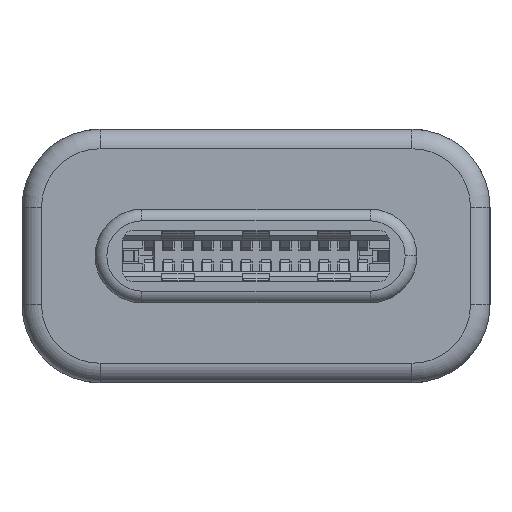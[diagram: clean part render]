
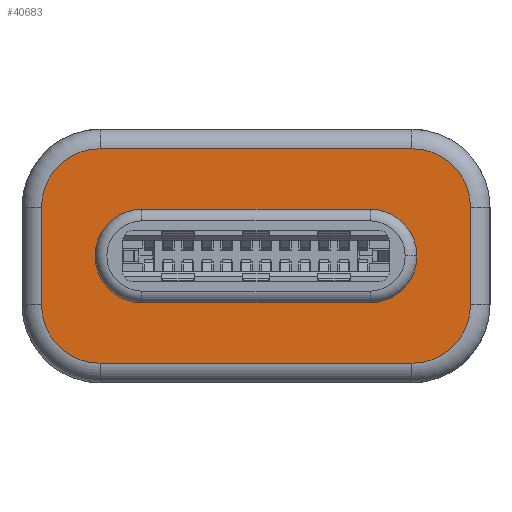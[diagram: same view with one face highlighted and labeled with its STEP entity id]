
A CAD part, left-side view. The second image highlights one B-rep face of the part: STEP entity #40683.
In plain terms, the highlighted face is planar.
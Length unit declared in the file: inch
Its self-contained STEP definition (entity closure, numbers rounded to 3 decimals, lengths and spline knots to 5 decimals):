
#573 = CARTESIAN_POINT ( 'NONE',  ( -0.21654, 0., 0.04921 ) ) ;
#1005 = CARTESIAN_POINT ( 'NONE',  ( 0.11516, 0., -0.04724 ) ) ;
#1854 = ORIENTED_EDGE ( 'NONE', *, *, #36823, .F. ) ;
#1933 = AXIS2_PLACEMENT_3D ( 'NONE', #29825, #10570, #38928 ) ;
#2123 = ORIENTED_EDGE ( 'NONE', *, *, #23564, .F. ) ;
#3152 = CARTESIAN_POINT ( 'NONE',  ( 0.15748, 0., -0.10827 ) ) ;
#3909 = VERTEX_POINT ( 'NONE', #42252 ) ;
#4084 = ORIENTED_EDGE ( 'NONE', *, *, #31316, .T. ) ;
#4871 = ORIENTED_EDGE ( 'NONE', *, *, #28121, .T. ) ;
#4905 = AXIS2_PLACEMENT_3D ( 'NONE', #33971, #14714, #14459 ) ;
#5179 = DIRECTION ( 'NONE',  ( 1., 0., 0. ) ) ;
#5213 = CARTESIAN_POINT ( 'NONE',  ( 0.15748, 0., 0.04921 ) ) ;
#5442 = ORIENTED_EDGE ( 'NONE', *, *, #42434, .T. ) ;
#5593 = AXIS2_PLACEMENT_3D ( 'NONE', #5213, #25228, #24206 ) ;
#5948 = CARTESIAN_POINT ( 'NONE',  ( 0., 0., 0. ) ) ;
#6728 = VECTOR ( 'NONE', #36248, 39.37008 ) ;
#6770 = AXIS2_PLACEMENT_3D ( 'NONE', #18508, #7056, #12001 ) ;
#6837 = ORIENTED_EDGE ( 'NONE', *, *, #43530, .F. ) ;
#7056 = DIRECTION ( 'NONE',  ( 0., 1., 0. ) ) ;
#7061 = CIRCLE ( 'NONE', #36966, 0.04724 ) ;
#7542 = VERTEX_POINT ( 'NONE', #28937 ) ;
#7599 = ORIENTED_EDGE ( 'NONE', *, *, #11485, .T. ) ;
#7891 = CARTESIAN_POINT ( 'NONE',  ( 0.15748, 0., 0.10827 ) ) ;
#8427 = EDGE_LOOP ( 'NONE', ( #34578, #41902, #28215, #5442, #4871 ) ) ;
#9850 = FACE_BOUND ( 'NONE', #8427, .T. ) ;
#10570 = DIRECTION ( 'NONE',  ( 0., 1., 0. ) ) ;
#11036 = EDGE_CURVE ( 'NONE', #26867, #17508, #33537, .T. ) ;
#11485 = EDGE_CURVE ( 'NONE', #36230, #15470, #21237, .T. ) ;
#12001 = DIRECTION ( 'NONE',  ( 0., 0., -1. ) ) ;
#13228 = CARTESIAN_POINT ( 'NONE',  ( -0.11516, 0., 0. ) ) ;
#13293 = VERTEX_POINT ( 'NONE', #50749 ) ;
#13508 = CARTESIAN_POINT ( 'NONE',  ( -0.15748, 0., -0.10827 ) ) ;
#13703 = DIRECTION ( 'NONE',  ( 0., 0., 1. ) ) ;
#13742 = VERTEX_POINT ( 'NONE', #39968 ) ;
#13854 = CARTESIAN_POINT ( 'NONE',  ( 0.21654, 0., 0.04921 ) ) ;
#14085 = VERTEX_POINT ( 'NONE', #7891 ) ;
#14142 = ORIENTED_EDGE ( 'NONE', *, *, #11036, .T. ) ;
#14354 = VERTEX_POINT ( 'NONE', #33098 ) ;
#14446 = DIRECTION ( 'NONE',  ( 0., 0., 1. ) ) ;
#14459 = DIRECTION ( 'NONE',  ( 1., 0., 0. ) ) ;
#14714 = DIRECTION ( 'NONE',  ( 0., 1., 0. ) ) ;
#14794 = CARTESIAN_POINT ( 'NONE',  ( -0.11516, 0., 0.04724 ) ) ;
#14901 = VECTOR ( 'NONE', #13703, 39.37008 ) ;
#15470 = VERTEX_POINT ( 'NONE', #13854 ) ;
#16100 = CARTESIAN_POINT ( 'NONE',  ( -0.21654, 0., -0.04921 ) ) ;
#16131 = AXIS2_PLACEMENT_3D ( 'NONE', #34999, #38666, #42072 ) ;
#16887 = DIRECTION ( 'NONE',  ( -1., 0., 0. ) ) ;
#17508 = VERTEX_POINT ( 'NONE', #3152 ) ;
#17660 = EDGE_CURVE ( 'NONE', #14085, #15470, #50531, .T. ) ;
#18508 = CARTESIAN_POINT ( 'NONE',  ( -0.15748, 0., -0.04921 ) ) ;
#18616 = LINE ( 'NONE', #34513, #34453 ) ;
#19047 = VERTEX_POINT ( 'NONE', #16100 ) ;
#21042 = LINE ( 'NONE', #1005, #33045 ) ;
#21237 = LINE ( 'NONE', #33733, #14901 ) ;
#21697 = CIRCLE ( 'NONE', #48335, 0.04724 ) ;
#21769 = EDGE_CURVE ( 'NONE', #7542, #23764, #21697, .T. ) ;
#21813 = DIRECTION ( 'NONE',  ( 1., 0., 0. ) ) ;
#22075 = DIRECTION ( 'NONE',  ( 0., 1., 0. ) ) ;
#22103 = VECTOR ( 'NONE', #43832, 39.37008 ) ;
#23290 = CIRCLE ( 'NONE', #4905, 0.05906 ) ;
#23564 = EDGE_CURVE ( 'NONE', #26867, #19047, #34195, .T. ) ;
#23588 = CIRCLE ( 'NONE', #16131, 0.04724 ) ;
#23764 = VERTEX_POINT ( 'NONE', #40369 ) ;
#24206 = DIRECTION ( 'NONE',  ( 0., 0., 1. ) ) ;
#25228 = DIRECTION ( 'NONE',  ( 0., 1., 0. ) ) ;
#25712 = FACE_OUTER_BOUND ( 'NONE', #50509, .T. ) ;
#26488 = ORIENTED_EDGE ( 'NONE', *, *, #32939, .T. ) ;
#26516 = VECTOR ( 'NONE', #5179, 39.37008 ) ;
#26867 = VERTEX_POINT ( 'NONE', #44894 ) ;
#27192 = EDGE_CURVE ( 'NONE', #3909, #13742, #7061, .T. ) ;
#27645 = AXIS2_PLACEMENT_3D ( 'NONE', #5948, #22075, #21813 ) ;
#27903 = CARTESIAN_POINT ( 'NONE',  ( -0.11516, 0., 0.04724 ) ) ;
#28121 = EDGE_CURVE ( 'NONE', #32517, #7542, #28402, .T. ) ;
#28215 = ORIENTED_EDGE ( 'NONE', *, *, #27192, .T. ) ;
#28402 = LINE ( 'NONE', #27903, #22103 ) ;
#28684 = EDGE_CURVE ( 'NONE', #23764, #3909, #21042, .T. ) ;
#28937 = CARTESIAN_POINT ( 'NONE',  ( 0.11516, 0., 0.04724 ) ) ;
#29091 = DIRECTION ( 'NONE',  ( 0., 0., -1. ) ) ;
#29825 = CARTESIAN_POINT ( 'NONE',  ( -0.15748, 0., 0.04921 ) ) ;
#31316 = EDGE_CURVE ( 'NONE', #14085, #13293, #18616, .T. ) ;
#31990 = DIRECTION ( 'NONE',  ( 0., 1., 0. ) ) ;
#32517 = VERTEX_POINT ( 'NONE', #14794 ) ;
#32939 = EDGE_CURVE ( 'NONE', #14354, #19047, #44362, .T. ) ;
#33045 = VECTOR ( 'NONE', #16887, 39.37008 ) ;
#33098 = CARTESIAN_POINT ( 'NONE',  ( -0.21654, 0., 0.04921 ) ) ;
#33537 = LINE ( 'NONE', #13508, #26516 ) ;
#33733 = CARTESIAN_POINT ( 'NONE',  ( 0.21654, 0., -0.04921 ) ) ;
#33971 = CARTESIAN_POINT ( 'NONE',  ( 0.15748, 0., -0.04921 ) ) ;
#34041 = PLANE ( 'NONE',  #27645 ) ;
#34195 = CIRCLE ( 'NONE', #6770, 0.05906 ) ;
#34453 = VECTOR ( 'NONE', #42083, 39.37008 ) ;
#34513 = CARTESIAN_POINT ( 'NONE',  ( 0.15748, 0., 0.10827 ) ) ;
#34578 = ORIENTED_EDGE ( 'NONE', *, *, #21769, .T. ) ;
#34999 = CARTESIAN_POINT ( 'NONE',  ( -0.11516, 0., 0. ) ) ;
#36230 = VERTEX_POINT ( 'NONE', #47467 ) ;
#36248 = DIRECTION ( 'NONE',  ( 0., 0., -1. ) ) ;
#36823 = EDGE_CURVE ( 'NONE', #36230, #17508, #23290, .T. ) ;
#36966 = AXIS2_PLACEMENT_3D ( 'NONE', #13228, #31990, #29091 ) ;
#38666 = DIRECTION ( 'NONE',  ( 0., 1., 0. ) ) ;
#38928 = DIRECTION ( 'NONE',  ( -1., 0., 0. ) ) ;
#39968 = CARTESIAN_POINT ( 'NONE',  ( -0.1624, 0., 0. ) ) ;
#40369 = CARTESIAN_POINT ( 'NONE',  ( 0.11516, 0., -0.04724 ) ) ;
#40683 = ADVANCED_FACE ( 'NONE', ( #9850, #25712 ), #34041, .F. ) ;
#41861 = CIRCLE ( 'NONE', #1933, 0.05906 ) ;
#41902 = ORIENTED_EDGE ( 'NONE', *, *, #28684, .T. ) ;
#42072 = DIRECTION ( 'NONE',  ( 0., 0., -1. ) ) ;
#42083 = DIRECTION ( 'NONE',  ( -1., 0., 0. ) ) ;
#42252 = CARTESIAN_POINT ( 'NONE',  ( -0.11516, 0., -0.04724 ) ) ;
#42434 = EDGE_CURVE ( 'NONE', #13742, #32517, #23588, .T. ) ;
#42564 = DIRECTION ( 'NONE',  ( 0., 1., 0. ) ) ;
#43530 = EDGE_CURVE ( 'NONE', #14354, #13293, #41861, .T. ) ;
#43832 = DIRECTION ( 'NONE',  ( 1., 0., 0. ) ) ;
#44362 = LINE ( 'NONE', #573, #6728 ) ;
#44894 = CARTESIAN_POINT ( 'NONE',  ( -0.15748, 0., -0.10827 ) ) ;
#45009 = ORIENTED_EDGE ( 'NONE', *, *, #17660, .F. ) ;
#47467 = CARTESIAN_POINT ( 'NONE',  ( 0.21654, 0., -0.04921 ) ) ;
#48335 = AXIS2_PLACEMENT_3D ( 'NONE', #50417, #42564, #14446 ) ;
#50417 = CARTESIAN_POINT ( 'NONE',  ( 0.11516, 0., 0. ) ) ;
#50509 = EDGE_LOOP ( 'NONE', ( #26488, #2123, #14142, #1854, #7599, #45009, #4084, #6837 ) ) ;
#50531 = CIRCLE ( 'NONE', #5593, 0.05906 ) ;
#50749 = CARTESIAN_POINT ( 'NONE',  ( -0.15748, 0., 0.10827 ) ) ;
